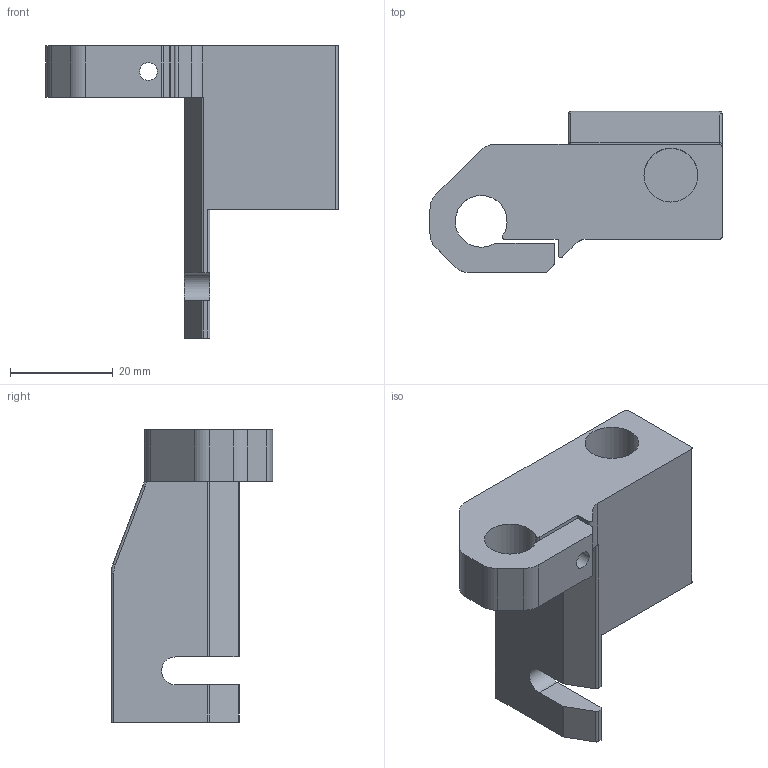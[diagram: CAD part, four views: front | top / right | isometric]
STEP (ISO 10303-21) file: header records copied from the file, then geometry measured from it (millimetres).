
FILE_DESCRIPTION(/* description */ ('STEP AP214'),/* implementation_level */ '2;1');
FILE_NAME(/* name */ '60454a106222dc1581ee6107',/* time_stamp */ '2021-03-07T21:48:01+00:00',/* author */ (''),/* organization */ (''),/* preprocessor_version */ 'ST-DEVELOPER v18.1',/* originating_system */ ' ',/* authorisation */ ' ');
FILE_SCHEMA (('AUTOMOTIVE_DESIGN {1 0 10303 214 3 1 1}'));
Length unit declared in the file: metre
Products named in the file (1): Z_shaft_up_mount
Bounding box: 57 x 31.5 x 57 mm (x, y, z)
Volume: 24813.4 mm3; surface area: 9289.2 mm2
Topology: 1 solids, 1 shells, 67 faces, 177 edges, 116 vertices
Faces by surface type: cylinder 33, plane 30, torus 4
Full cylindrical faces by diameter (mm): 3.5 x2, 4.7 x1, 5 x1, 5.4 x1, 10.5 x1
Entity records: 2094 total; most frequent: DIRECTION 374, CARTESIAN_POINT 359, ORIENTED_EDGE 340, EDGE_CURVE 170, AXIS2_PLACEMENT_3D 138, VERTEX_POINT 115, LINE 98, VECTOR 98
